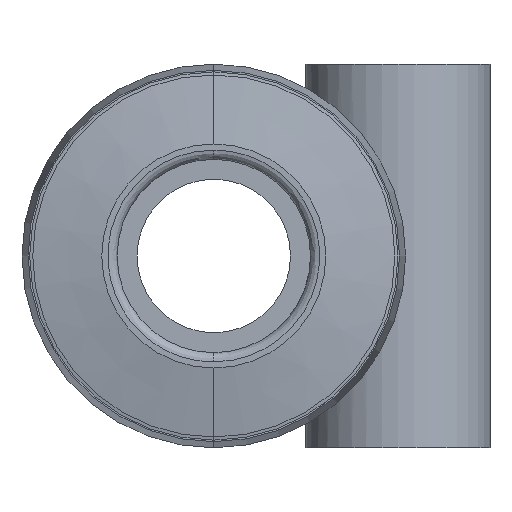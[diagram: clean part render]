
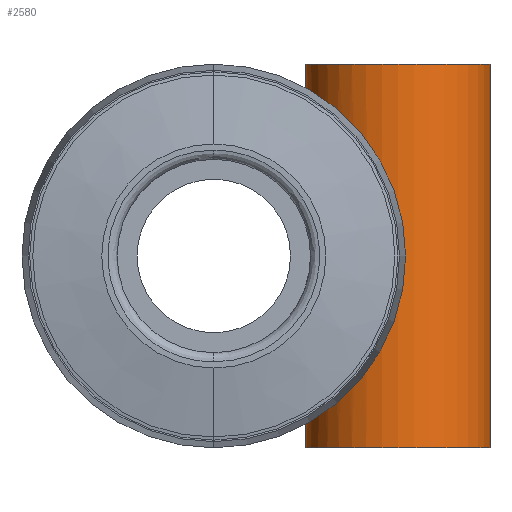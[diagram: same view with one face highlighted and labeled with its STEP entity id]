
A CAD part, front view. The second image highlights one B-rep face of the part: STEP entity #2580.
In plain terms, the highlighted cylindrical face has radius 3 mm (diameter 6 mm), a partial arc.
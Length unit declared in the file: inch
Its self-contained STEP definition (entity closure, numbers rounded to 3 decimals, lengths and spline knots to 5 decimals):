
#8 = CARTESIAN_POINT ( 'NONE',  ( 0.23622, 0., 0.24606 ) ) ;
#32 = DIRECTION ( 'NONE',  ( 1., 0., 0. ) ) ;
#41 = EDGE_CURVE ( 'NONE', #1883, #1184, #903, .T. ) ;
#210 = CARTESIAN_POINT ( 'NONE',  ( 0.11811, 0., 0.15748 ) ) ;
#220 = DIRECTION ( 'NONE',  ( 1., 0., 0. ) ) ;
#233 = CARTESIAN_POINT ( 'NONE',  ( 0.35433, 0., -0.24606 ) ) ;
#242 = AXIS2_PLACEMENT_3D ( 'NONE', #1513, #1296, #32 ) ;
#304 = CIRCLE ( 'NONE', #1218, 0.11811 ) ;
#411 = DIRECTION ( 'NONE',  ( 0., 0., 1. ) ) ;
#432 = CARTESIAN_POINT ( 'NONE',  ( 0.11811, 0., 0. ) ) ;
#439 = EDGE_CURVE ( 'NONE', #1184, #1350, #2174, .T. ) ;
#544 = DIRECTION ( 'NONE',  ( 0., 0., 1. ) ) ;
#623 = CARTESIAN_POINT ( 'NONE',  ( 0.18133, -0.10469, -0.07723 ) ) ;
#668 = EDGE_CURVE ( 'NONE', #1350, #1466, #2234, .T. ) ;
#670 = CARTESIAN_POINT ( 'NONE',  ( 0.11811, 0., 0.24606 ) ) ;
#897 = VECTOR ( 'NONE', #411, 39.37008 ) ;
#903 = LINE ( 'NONE', #432, #897 ) ;
#1033 = CARTESIAN_POINT ( 'NONE',  ( 0.11811, 0., 0.15748 ) ) ;
#1052 = CARTESIAN_POINT ( 'NONE',  ( 0.11811, -0.0101, 0.15748 ) ) ;
#1063 = CARTESIAN_POINT ( 'NONE',  ( 0.11939, -0.01998, 0.15654 ) ) ;
#1076 = CARTESIAN_POINT ( 'NONE',  ( 0.1231, -0.03431, 0.15362 ) ) ;
#1081 = CARTESIAN_POINT ( 'NONE',  ( 0.12463, -0.03898, 0.15239 ) ) ;
#1090 = CARTESIAN_POINT ( 'NONE',  ( 0.12813, -0.04784, 0.14946 ) ) ;
#1100 = CARTESIAN_POINT ( 'NONE',  ( 0.13011, -0.05207, 0.14775 ) ) ;
#1114 = CARTESIAN_POINT ( 'NONE',  ( 0.13446, -0.06013, 0.1438 ) ) ;
#1116 = ORIENTED_EDGE ( 'NONE', *, *, #41, .F. ) ;
#1127 = CARTESIAN_POINT ( 'NONE',  ( 0.13686, -0.064, 0.14153 ) ) ;
#1134 = CARTESIAN_POINT ( 'NONE',  ( 0.14183, -0.07114, 0.13655 ) ) ;
#1144 = CARTESIAN_POINT ( 'NONE',  ( 0.14442, -0.07442, 0.13383 ) ) ;
#1155 = CARTESIAN_POINT ( 'NONE',  ( 0.15231, -0.08351, 0.12496 ) ) ;
#1164 = CARTESIAN_POINT ( 'NONE',  ( 0.15782, -0.08857, 0.11801 ) ) ;
#1169 = CARTESIAN_POINT ( 'NONE',  ( 0.16803, -0.09666, 0.10294 ) ) ;
#1179 = CARTESIAN_POINT ( 'NONE',  ( 0.17285, -0.09979, 0.09469 ) ) ;
#1184 = VERTEX_POINT ( 'NONE', #1734 ) ;
#1190 = CARTESIAN_POINT ( 'NONE',  ( 0.18134, -0.1047, 0.07719 ) ) ;
#1218 = AXIS2_PLACEMENT_3D ( 'NONE', #8, #1503, #220 ) ;
#1238 = CARTESIAN_POINT ( 'NONE',  ( 0.18495, -0.10645, 0.06813 ) ) ;
#1241 = CARTESIAN_POINT ( 'NONE',  ( 0.1908, -0.10907, 0.04942 ) ) ;
#1246 = ORIENTED_EDGE ( 'NONE', *, *, #1364, .T. ) ;
#1276 = DIRECTION ( 'NONE',  ( 0., 0., 1. ) ) ;
#1296 = DIRECTION ( 'NONE',  ( 0., 0., 1. ) ) ;
#1311 = CARTESIAN_POINT ( 'NONE',  ( 0.19305, -0.10995, 0.03975 ) ) ;
#1315 = VERTEX_POINT ( 'NONE', #2369 ) ;
#1325 = CARTESIAN_POINT ( 'NONE',  ( 0.19609, -0.1111, 0.01994 ) ) ;
#1339 = AXIS2_PLACEMENT_3D ( 'NONE', #1839, #544, #2073 ) ;
#1350 = VERTEX_POINT ( 'NONE', #210 ) ;
#1364 = EDGE_CURVE ( 'NONE', #1315, #1466, #304, .T. ) ;
#1417 = CARTESIAN_POINT ( 'NONE',  ( 0.19685, -0.11135, 0.01002 ) ) ;
#1419 = EDGE_LOOP ( 'NONE', ( #1116, #2165, #1635, #1246, #1518, #2534 ) ) ;
#1432 = CARTESIAN_POINT ( 'NONE',  ( 0.19686, -0.11136, -0.00984 ) ) ;
#1444 = CARTESIAN_POINT ( 'NONE',  ( 0.19611, -0.1111, -0.01982 ) ) ;
#1465 = CARTESIAN_POINT ( 'NONE',  ( 0.19309, -0.10996, -0.0396 ) ) ;
#1466 = VERTEX_POINT ( 'NONE', #670 ) ;
#1469 = CARTESIAN_POINT ( 'NONE',  ( 0.19084, -0.10909, -0.04925 ) ) ;
#1496 = VERTEX_POINT ( 'NONE', #233 ) ;
#1503 = DIRECTION ( 'NONE',  ( 0., 0., -1. ) ) ;
#1504 = CARTESIAN_POINT ( 'NONE',  ( 0.18499, -0.10647, -0.06802 ) ) ;
#1513 = CARTESIAN_POINT ( 'NONE',  ( 0.23622, 0., 0. ) ) ;
#1518 = ORIENTED_EDGE ( 'NONE', *, *, #668, .F. ) ;
#1528 = CARTESIAN_POINT ( 'NONE',  ( 0.17285, -0.09979, -0.0947 ) ) ;
#1538 = CARTESIAN_POINT ( 'NONE',  ( 0.16809, -0.0967, -0.10286 ) ) ;
#1557 = CARTESIAN_POINT ( 'NONE',  ( 0.15784, -0.0886, -0.11798 ) ) ;
#1571 = CARTESIAN_POINT ( 'NONE',  ( 0.15236, -0.08356, -0.12489 ) ) ;
#1578 = CARTESIAN_POINT ( 'NONE',  ( 0.14181, -0.07143, -0.13675 ) ) ;
#1611 = CARTESIAN_POINT ( 'NONE',  ( 0.35433, 0., 0. ) ) ;
#1625 = CARTESIAN_POINT ( 'NONE',  ( 0.13667, -0.06421, -0.1418 ) ) ;
#1635 = ORIENTED_EDGE ( 'NONE', *, *, #2743, .T. ) ;
#1639 = CARTESIAN_POINT ( 'NONE',  ( 0.12796, -0.0481, -0.1497 ) ) ;
#1658 = CARTESIAN_POINT ( 'NONE',  ( 0.12431, -0.03901, -0.15267 ) ) ;
#1669 = CARTESIAN_POINT ( 'NONE',  ( 0.11811, 0., -0.15748 ) ) ;
#1734 = CARTESIAN_POINT ( 'NONE',  ( 0.11811, 0., -0.15748 ) ) ;
#1791 = CARTESIAN_POINT ( 'NONE',  ( 0.11942, -0.02007, -0.15652 ) ) ;
#1839 = CARTESIAN_POINT ( 'NONE',  ( 0.23622, 0., -0.24606 ) ) ;
#1883 = VERTEX_POINT ( 'NONE', #2747 ) ;
#1893 = VECTOR ( 'NONE', #2286, 39.37008 ) ;
#1914 = FACE_OUTER_BOUND ( 'NONE', #1419, .T. ) ;
#1933 = CARTESIAN_POINT ( 'NONE',  ( 0.11811, -0.00996, -0.15748 ) ) ;
#2073 = DIRECTION ( 'NONE',  ( 1., 0., 0. ) ) ;
#2153 = CARTESIAN_POINT ( 'NONE',  ( 0.11811, 0., 0. ) ) ;
#2165 = ORIENTED_EDGE ( 'NONE', *, *, #2438, .T. ) ;
#2174 = B_SPLINE_CURVE_WITH_KNOTS ( 'NONE', 3,
 ( #1669, #1933, #1791, #1658, #1639, #1625, #1578, #1571, #1557, #1538, #1528, #623, #1504, #1469, #1465, #1444, #1432, #1417, #1325, #1311, #1241, #1238, #1190, #1179, #1169, #1164, #1155, #1144, #1134, #1127, #1114, #1100, #1090, #1081, #1076, #1063, #1052, #1033 ),
 .UNSPECIFIED., .F., .F.,
 ( 4, 2, 2, 2, 2, 2, 2, 2, 2, 2, 2, 2, 2, 2, 2, 2, 2, 2, 4 ),
 ( 0.00605, 0.0068, 0.00756, 0.00831, 0.00907, 0.00982, 0.01058, 0.01133, 0.01209, 0.01284, 0.0136, 0.01435, 0.01511, 0.01586, 0.01624, 0.01662, 0.01699, 0.01737, 0.01813 ),
 .UNSPECIFIED. ) ;
#2198 = VECTOR ( 'NONE', #1276, 39.37008 ) ;
#2234 = LINE ( 'NONE', #2153, #2198 ) ;
#2286 = DIRECTION ( 'NONE',  ( 0., 0., 1. ) ) ;
#2369 = CARTESIAN_POINT ( 'NONE',  ( 0.35433, 0., 0.24606 ) ) ;
#2438 = EDGE_CURVE ( 'NONE', #1883, #1496, #2724, .T. ) ;
#2496 = LINE ( 'NONE', #1611, #1893 ) ;
#2534 = ORIENTED_EDGE ( 'NONE', *, *, #439, .F. ) ;
#2580 = ADVANCED_FACE ( 'NONE', ( #1914 ), #2831, .T. ) ;
#2724 = CIRCLE ( 'NONE', #1339, 0.11811 ) ;
#2743 = EDGE_CURVE ( 'NONE', #1496, #1315, #2496, .T. ) ;
#2747 = CARTESIAN_POINT ( 'NONE',  ( 0.11811, 0., -0.24606 ) ) ;
#2831 = CYLINDRICAL_SURFACE ( 'NONE', #242, 0.11811 ) ;
